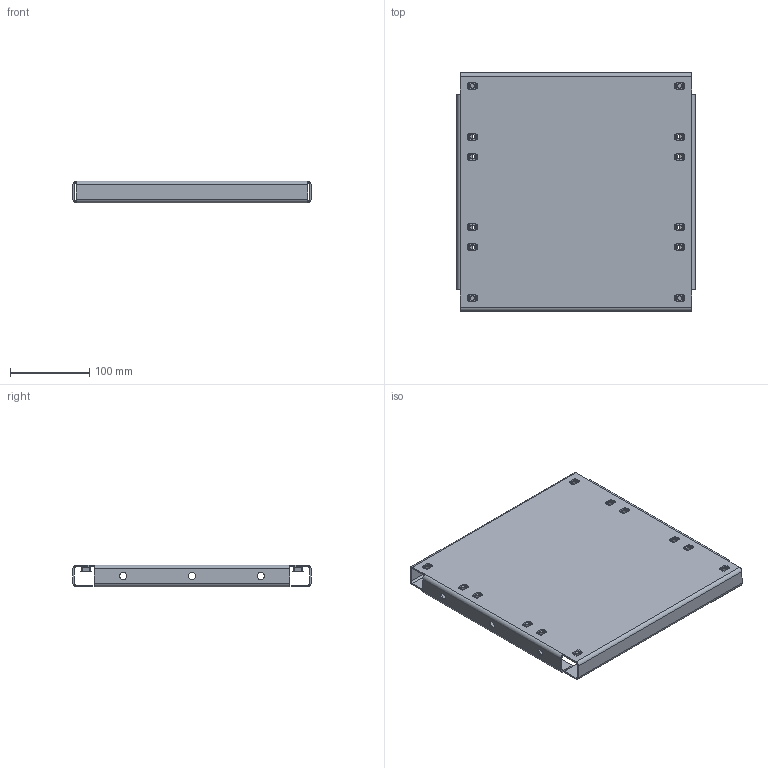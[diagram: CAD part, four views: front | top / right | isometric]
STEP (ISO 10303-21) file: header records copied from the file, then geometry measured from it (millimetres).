
FILE_DESCRIPTION (( 'STEP AP214' ), '1' );
FILE_NAME ('MP3M400 Ïàíåëü ìîíòàæíàÿ.step', '2020-11-05T18:14:02', ( '' ), ( '' ), 'SwSTEP 2.0', 'SolidWorks 2019', '' );
FILE_SCHEMA (( 'AUTOMOTIVE_DESIGN' ));
Length unit declared in the file: millimetre
Products named in the file (16): Ãàéêà êëåòåâàÿ Ì6_3À; MP3M400 Ïàíåëü ìîíòàæíàÿ; AVT007.08.00.04 Ïàíåëü ìîíòàæíàÿ_èçâ0034_05.19_00; AVT007.08.00.04 Ïàíåëü ìîíòàæíàÿ_èçâ0034_05.19
Assembly tree (13 placements, depth 2):
  Ãàéêà êëåòåâàÿ Ì6_3À
  Ãàéêà êëåòåâàÿ Ì6_3À
  MP3M400 Ïàíåëü ìîíòàæíàÿ
    AVT007.08.00.04 Ïàíåëü ìîíòàæíàÿ_èçâ0034_05.19_00
    Ãàéêà êëåòåâàÿ Ì6_3À  x12
  AVT007.08.00.04 Ïàíåëü ìîíòàæíàÿ_èçâ0034_05.19
  Ãàéêà êëåòåâàÿ Ì6_3À
Bounding box: 300 x 300 x 27 mm (x, y, z)
Volume: 274131.9 mm3; surface area: 283497.1 mm2
Topology: 13 solids, 13 shells, 806 faces, 2132 edges, 1352 vertices
Faces by surface type: plane 538, cylinder 268
Entity records: 5987 total; most frequent: CARTESIAN_POINT 1069, ORIENTED_EDGE 964, DIRECTION 936, EDGE_CURVE 482, VECTOR 386, LINE 386, VERTEX_POINT 296, AXIS2_PLACEMENT_3D 275
